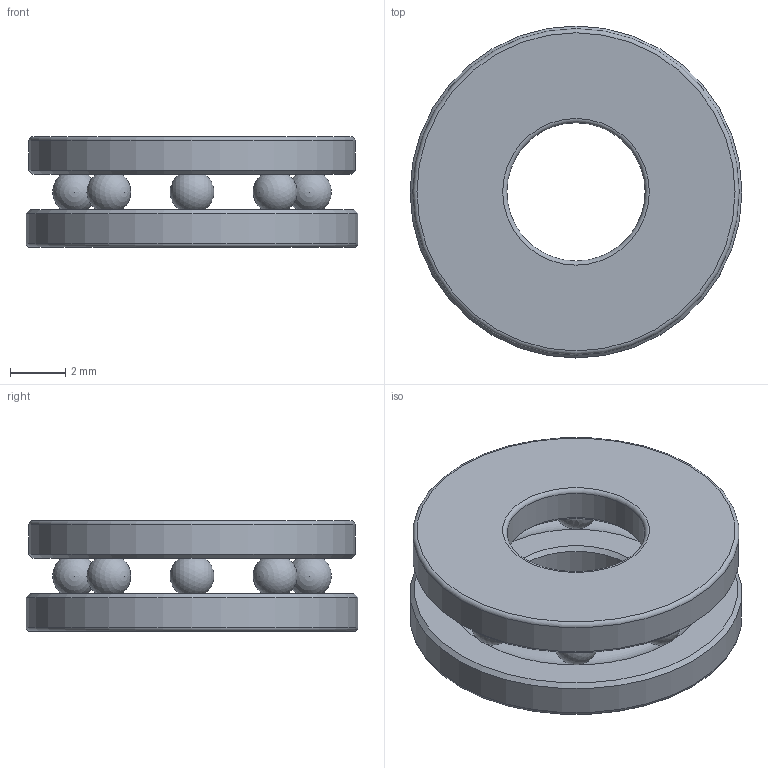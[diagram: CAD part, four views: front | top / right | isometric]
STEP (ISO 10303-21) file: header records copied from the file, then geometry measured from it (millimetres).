
FILE_DESCRIPTION(/* description */ (''),/* implementation_level */ '2;1');
FILE_NAME(/* name */ 'BA-5 Thrust Bearing.step',/* time_stamp */ '2024-06-23T13:57:21+02:00',/* author */ (''),/* organization */ (''),/* preprocessor_version */ 'ST-DEVELOPER v20',/* originating_system */ 'Autodesk Translation Framework v13.14.0.145',/* authorisation */ '');
FILE_SCHEMA (('AUTOMOTIVE_DESIGN { 1 0 10303 214 3 1 1 }'));
Length unit declared in the file: millimetre
Products named in the file (2): (Unsaved); BA-5 Thrust Bearing
Assembly tree (1 placements, depth 2):
  (Unsaved)
    BA-5 Thrust Bearing
Bounding box: 12 x 12 x 4 mm (x, y, z)
Volume: 257.4 mm3; surface area: 559.8 mm2
Topology: 10 solids, 10 shells, 28 faces, 62 edges, 40 vertices
Faces by surface type: sphere 8, torus 6, plane 6, cylinder 4, cone 4
Full cylindrical faces by diameter (mm): 5 x1, 5.2 x1, 11.8 x1, 12 x1
Entity records: 764 total; most frequent: DIRECTION 146, CARTESIAN_POINT 117, ORIENTED_EDGE 92, AXIS2_PLACEMENT_3D 69, EDGE_CURVE 46, VERTEX_POINT 40, CIRCLE 38, EDGE_LOOP 34
